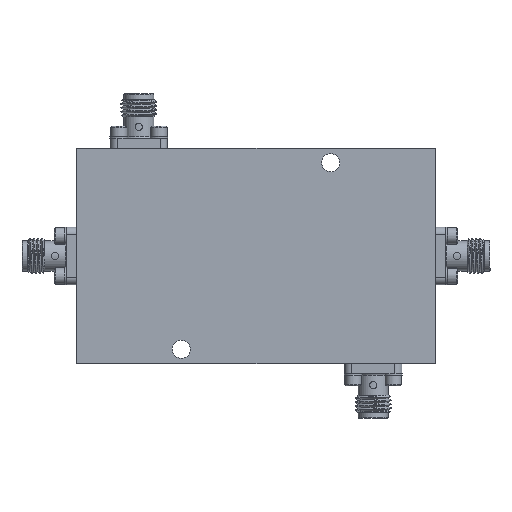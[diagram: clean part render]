
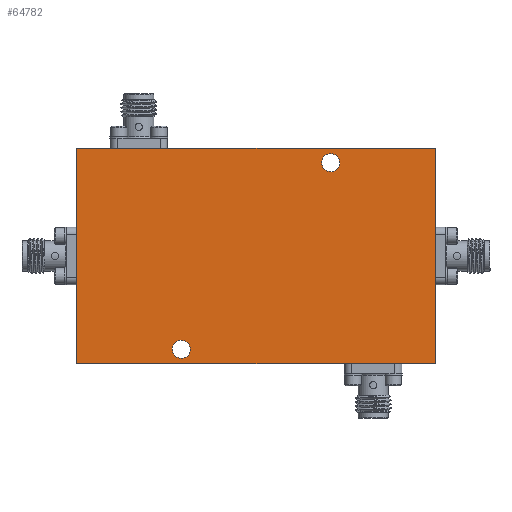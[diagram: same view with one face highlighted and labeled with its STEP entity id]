
A CAD part, front view. The second image highlights one B-rep face of the part: STEP entity #64782.
In plain terms, the highlighted planar face has unit normal (0, -1, 0).
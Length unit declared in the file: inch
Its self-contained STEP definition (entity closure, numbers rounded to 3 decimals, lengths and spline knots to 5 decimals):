
#546 = CIRCLE ( 'NONE', #69240, 0.0626 ) ;
#1202 = CARTESIAN_POINT ( 'NONE',  ( 0., -0.28543, 0. ) ) ;
#6064 = CARTESIAN_POINT ( 'NONE',  ( -0.52, -0.28543, -0.65 ) ) ;
#7553 = DIRECTION ( 'NONE',  ( 0., 0., 1. ) ) ;
#8235 = EDGE_LOOP ( 'NONE', ( #66026, #49616 ) ) ;
#9337 = DIRECTION ( 'NONE',  ( -1., 0., 0. ) ) ;
#9465 = VERTEX_POINT ( 'NONE', #51051 ) ;
#13617 = PLANE ( 'NONE',  #69712 ) ;
#15343 = VERTEX_POINT ( 'NONE', #18341 ) ;
#15988 = LINE ( 'NONE', #39051, #42611 ) ;
#16271 = EDGE_LOOP ( 'NONE', ( #20100, #54598 ) ) ;
#17168 = DIRECTION ( 'NONE',  ( 0., 0., 1. ) ) ;
#17219 = VERTEX_POINT ( 'NONE', #37858 ) ;
#18341 = CARTESIAN_POINT ( 'NONE',  ( -1.25, -0.28543, 0.75 ) ) ;
#20100 = ORIENTED_EDGE ( 'NONE', *, *, #26095, .T. ) ;
#20905 = VERTEX_POINT ( 'NONE', #33449 ) ;
#22016 = AXIS2_PLACEMENT_3D ( 'NONE', #57612, #23272, #22518 ) ;
#22091 = LINE ( 'NONE', #62845, #69271 ) ;
#22518 = DIRECTION ( 'NONE',  ( 0., 0., 1. ) ) ;
#23272 = DIRECTION ( 'NONE',  ( 0., 1., 0. ) ) ;
#23567 = VECTOR ( 'NONE', #9337, 39.37008 ) ;
#26095 = EDGE_CURVE ( 'NONE', #9465, #17219, #34287, .T. ) ;
#26121 = ORIENTED_EDGE ( 'NONE', *, *, #28649, .F. ) ;
#26358 = CARTESIAN_POINT ( 'NONE',  ( -0.52, -0.28543, -0.65 ) ) ;
#26460 = CARTESIAN_POINT ( 'NONE',  ( -1.25, -0.28543, -0.75 ) ) ;
#26581 = EDGE_CURVE ( 'NONE', #20905, #55236, #15988, .T. ) ;
#27716 = DIRECTION ( 'NONE',  ( 0., 0., -1. ) ) ;
#27727 = AXIS2_PLACEMENT_3D ( 'NONE', #26358, #33527, #50837 ) ;
#28649 = EDGE_CURVE ( 'NONE', #67695, #15343, #22091, .T. ) ;
#30633 = FACE_BOUND ( 'NONE', #8235, .T. ) ;
#30643 = EDGE_CURVE ( 'NONE', #61183, #55540, #68316, .T. ) ;
#31614 = ORIENTED_EDGE ( 'NONE', *, *, #62660, .F. ) ;
#33449 = CARTESIAN_POINT ( 'NONE',  ( 1.25, -0.28543, 0.75 ) ) ;
#33527 = DIRECTION ( 'NONE',  ( 0., 1., 0. ) ) ;
#33764 = CARTESIAN_POINT ( 'NONE',  ( -1.25, -0.28543, 0.75 ) ) ;
#33798 = CARTESIAN_POINT ( 'NONE',  ( 0.52, -0.28543, 0.65 ) ) ;
#34287 = CIRCLE ( 'NONE', #22016, 0.0626 ) ;
#37858 = CARTESIAN_POINT ( 'NONE',  ( 0.52, -0.28543, 0.7126 ) ) ;
#38671 = DIRECTION ( 'NONE',  ( 1., 0., 0. ) ) ;
#39051 = CARTESIAN_POINT ( 'NONE',  ( 1.25, -0.28543, 0.75 ) ) ;
#39833 = DIRECTION ( 'NONE',  ( 0., 0., 1. ) ) ;
#40847 = FACE_OUTER_BOUND ( 'NONE', #65053, .T. ) ;
#41596 = FACE_BOUND ( 'NONE', #16271, .T. ) ;
#42611 = VECTOR ( 'NONE', #27716, 39.37008 ) ;
#43133 = EDGE_CURVE ( 'NONE', #55540, #61183, #45765, .T. ) ;
#44046 = LINE ( 'NONE', #67436, #23567 ) ;
#45410 = AXIS2_PLACEMENT_3D ( 'NONE', #6064, #58881, #7553 ) ;
#45765 = CIRCLE ( 'NONE', #27727, 0.0626 ) ;
#46546 = ORIENTED_EDGE ( 'NONE', *, *, #55691, .F. ) ;
#47957 = DIRECTION ( 'NONE',  ( 0., 0., -1. ) ) ;
#48444 = CARTESIAN_POINT ( 'NONE',  ( -0.52, -0.28543, -0.5874 ) ) ;
#49199 = VECTOR ( 'NONE', #38671, 39.37008 ) ;
#49616 = ORIENTED_EDGE ( 'NONE', *, *, #30643, .T. ) ;
#50837 = DIRECTION ( 'NONE',  ( 0., 0., 1. ) ) ;
#51051 = CARTESIAN_POINT ( 'NONE',  ( 0.52, -0.28543, 0.5874 ) ) ;
#53792 = EDGE_CURVE ( 'NONE', #17219, #9465, #546, .T. ) ;
#54598 = ORIENTED_EDGE ( 'NONE', *, *, #53792, .T. ) ;
#54605 = ORIENTED_EDGE ( 'NONE', *, *, #26581, .F. ) ;
#55236 = VERTEX_POINT ( 'NONE', #56157 ) ;
#55540 = VERTEX_POINT ( 'NONE', #59782 ) ;
#55691 = EDGE_CURVE ( 'NONE', #55236, #67695, #44046, .T. ) ;
#56157 = CARTESIAN_POINT ( 'NONE',  ( 1.25, -0.28543, -0.75 ) ) ;
#57612 = CARTESIAN_POINT ( 'NONE',  ( 0.52, -0.28543, 0.65 ) ) ;
#58881 = DIRECTION ( 'NONE',  ( 0., 1., 0. ) ) ;
#59782 = CARTESIAN_POINT ( 'NONE',  ( -0.52, -0.28543, -0.7126 ) ) ;
#61183 = VERTEX_POINT ( 'NONE', #48444 ) ;
#62660 = EDGE_CURVE ( 'NONE', #15343, #20905, #73729, .T. ) ;
#62845 = CARTESIAN_POINT ( 'NONE',  ( -1.25, -0.28543, 0.75 ) ) ;
#64782 = ADVANCED_FACE ( 'NONE', ( #40847, #30633, #41596 ), #13617, .T. ) ;
#65053 = EDGE_LOOP ( 'NONE', ( #54605, #31614, #26121, #46546 ) ) ;
#65335 = DIRECTION ( 'NONE',  ( 0., -1., 0. ) ) ;
#66026 = ORIENTED_EDGE ( 'NONE', *, *, #43133, .T. ) ;
#67436 = CARTESIAN_POINT ( 'NONE',  ( -1.25, -0.28543, -0.75 ) ) ;
#67695 = VERTEX_POINT ( 'NONE', #26460 ) ;
#68316 = CIRCLE ( 'NONE', #45410, 0.0626 ) ;
#68484 = DIRECTION ( 'NONE',  ( 0., 1., 0. ) ) ;
#69240 = AXIS2_PLACEMENT_3D ( 'NONE', #33798, #68484, #39833 ) ;
#69271 = VECTOR ( 'NONE', #17168, 39.37008 ) ;
#69712 = AXIS2_PLACEMENT_3D ( 'NONE', #1202, #65335, #47957 ) ;
#73729 = LINE ( 'NONE', #33764, #49199 ) ;
